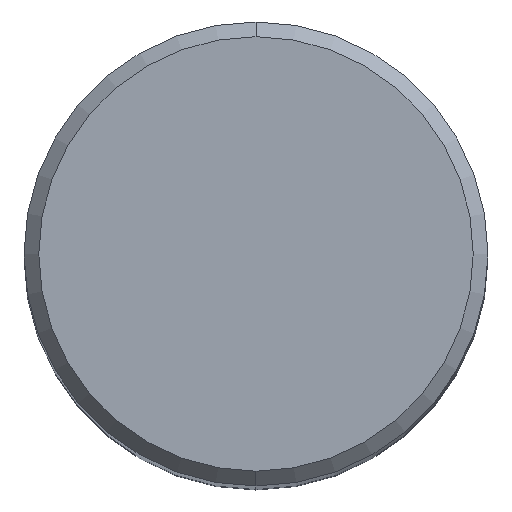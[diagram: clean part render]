
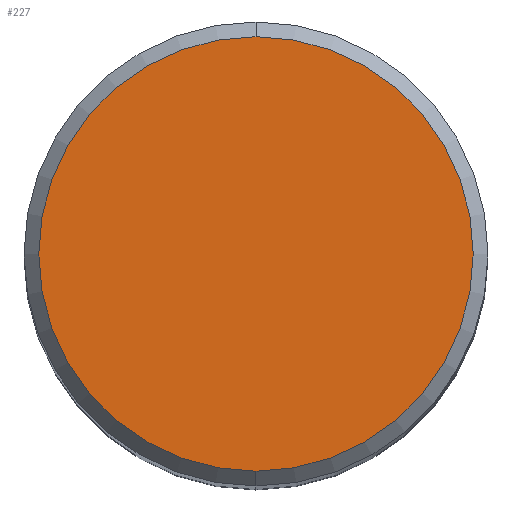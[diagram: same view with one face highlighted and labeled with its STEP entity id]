
A CAD part, top view. The second image highlights one B-rep face of the part: STEP entity #227.
In plain terms, the highlighted planar face has unit normal (0, 0, 1).
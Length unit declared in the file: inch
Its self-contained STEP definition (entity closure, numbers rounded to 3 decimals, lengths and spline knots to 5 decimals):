
#27 = ORIENTED_EDGE ( 'NONE', *, *, #54, .T. ) ;
#41 = DIRECTION ( 'NONE',  ( 0., 1., 0. ) ) ;
#54 = EDGE_CURVE ( 'NONE', #405, #282, #105, .T. ) ;
#60 = EDGE_LOOP ( 'NONE', ( #90, #27 ) ) ;
#72 = CARTESIAN_POINT ( 'NONE',  ( 0., 0.29495, 0. ) ) ;
#83 = AXIS2_PLACEMENT_3D ( 'NONE', #96, #388, #384 ) ;
#89 = DIRECTION ( 'NONE',  ( 0., 0., 1. ) ) ;
#90 = ORIENTED_EDGE ( 'NONE', *, *, #393, .T. ) ;
#96 = CARTESIAN_POINT ( 'NONE',  ( 0., 0., 0. ) ) ;
#105 = CIRCLE ( 'NONE', #83, 0.29495 ) ;
#120 = CARTESIAN_POINT ( 'NONE',  ( 0., 0., 0. ) ) ;
#125 = AXIS2_PLACEMENT_3D ( 'NONE', #120, #89, #318 ) ;
#148 = DIRECTION ( 'NONE',  ( 0., 0., -1. ) ) ;
#227 = ADVANCED_FACE ( 'NONE', ( #338 ), #240, .F. ) ;
#236 = CARTESIAN_POINT ( 'NONE',  ( 0., 0.29495, 0. ) ) ;
#240 = PLANE ( 'NONE',  #294 ) ;
#282 = VERTEX_POINT ( 'NONE', #236 ) ;
#284 = CARTESIAN_POINT ( 'NONE',  ( 0., -0.29495, 0. ) ) ;
#294 = AXIS2_PLACEMENT_3D ( 'NONE', #72, #148, #41 ) ;
#310 = CIRCLE ( 'NONE', #125, 0.29495 ) ;
#318 = DIRECTION ( 'NONE',  ( 0., -1., 0. ) ) ;
#338 = FACE_OUTER_BOUND ( 'NONE', #60, .T. ) ;
#384 = DIRECTION ( 'NONE',  ( 0., -1., 0. ) ) ;
#388 = DIRECTION ( 'NONE',  ( 0., 0., 1. ) ) ;
#393 = EDGE_CURVE ( 'NONE', #282, #405, #310, .T. ) ;
#405 = VERTEX_POINT ( 'NONE', #284 ) ;
